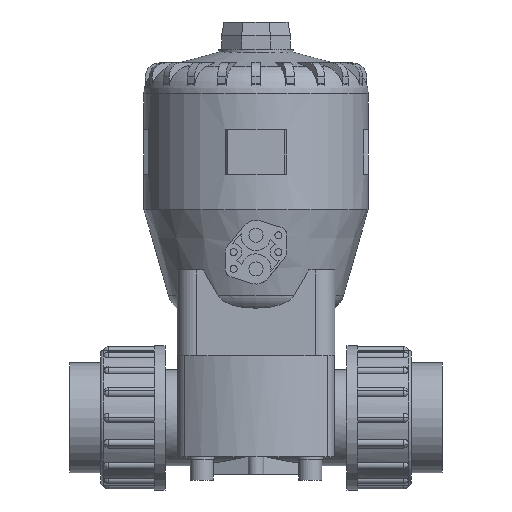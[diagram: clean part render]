
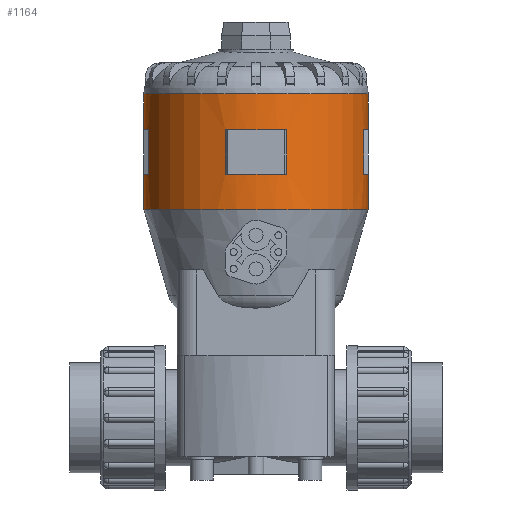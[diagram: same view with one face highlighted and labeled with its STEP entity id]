
A CAD part, front view. The second image highlights one B-rep face of the part: STEP entity #1164.
In plain terms, the highlighted cylindrical face has radius 80 mm (diameter 160 mm), a partial arc.
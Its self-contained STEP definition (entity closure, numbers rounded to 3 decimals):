
#1164=ADVANCED_FACE('',(#2485,#2486),#2487,.T.);
#2485=FACE_OUTER_BOUND('',#3979,.T.);
#2486=FACE_BOUND('',#3980,.T.);
#2487=CYLINDRICAL_SURFACE('',#3981,80.0);
#3979=EDGE_LOOP('',(#7428,#7429,#7430,#7431,#7432,#7433,#7434,#7435,#7436,#7437,#7438,#7439));
#3980=EDGE_LOOP('',(#7440,#7441,#7442,#7443,#7444,#7445));
#3981=AXIS2_PLACEMENT_3D('',#7446,#7447,#7448);
#7428=ORIENTED_EDGE('',*,*,#9448,.T.);
#7429=ORIENTED_EDGE('',*,*,#9726,.T.);
#7430=ORIENTED_EDGE('',*,*,#9730,.T.);
#7431=ORIENTED_EDGE('',*,*,#9719,.T.);
#7432=ORIENTED_EDGE('',*,*,#9455,.T.);
#7433=ORIENTED_EDGE('',*,*,#9860,.F.);
#7434=ORIENTED_EDGE('',*,*,#9453,.T.);
#7435=ORIENTED_EDGE('',*,*,#9765,.T.);
#7436=ORIENTED_EDGE('',*,*,#9777,.T.);
#7437=ORIENTED_EDGE('',*,*,#9780,.T.);
#7438=ORIENTED_EDGE('',*,*,#9449,.T.);
#7439=ORIENTED_EDGE('',*,*,#10267,.T.);
#7440=ORIENTED_EDGE('',*,*,#9751,.T.);
#7441=ORIENTED_EDGE('',*,*,#9739,.T.);
#7442=ORIENTED_EDGE('',*,*,#9743,.T.);
#7443=ORIENTED_EDGE('',*,*,#9757,.T.);
#7444=ORIENTED_EDGE('',*,*,#9760,.T.);
#7445=ORIENTED_EDGE('',*,*,#9747,.T.);
#7446=CARTESIAN_POINT('',(0.0,0.0,189.854));
#7447=DIRECTION('',(0.0,0.0,1.0));
#7448=DIRECTION('',(1.0,0.0,0.0));
#9448=EDGE_CURVE('',#11441,#11566,#11567,.T.);
#9449=EDGE_CURVE('',#11568,#11461,#11569,.T.);
#9453=EDGE_CURVE('',#11576,#11574,#11577,.T.);
#9455=EDGE_CURVE('',#11580,#11578,#11581,.T.);
#9719=EDGE_CURVE('',#11981,#11580,#11982,.T.);
#9726=EDGE_CURVE('',#11566,#11991,#11992,.T.);
#9730=EDGE_CURVE('',#11991,#11981,#11997,.T.);
#9739=EDGE_CURVE('',#12007,#12008,#12009,.T.);
#9743=EDGE_CURVE('',#12008,#12014,#12015,.T.);
#9747=EDGE_CURVE('',#12020,#12021,#12022,.T.);
#9751=EDGE_CURVE('',#12021,#12007,#12027,.T.);
#9757=EDGE_CURVE('',#12014,#12034,#12035,.T.);
#9760=EDGE_CURVE('',#12034,#12020,#12038,.T.);
#9765=EDGE_CURVE('',#11574,#12044,#12045,.T.);
#9777=EDGE_CURVE('',#12044,#12060,#12061,.T.);
#9780=EDGE_CURVE('',#12060,#11568,#12064,.T.);
#9860=EDGE_CURVE('',#11576,#11578,#12196,.T.);
#10267=EDGE_CURVE('',#11461,#11441,#12751,.T.);
#11441=VERTEX_POINT('',#15170);
#11461=VERTEX_POINT('',#15227);
#11566=VERTEX_POINT('',#15517);
#11567=LINE('',#15518,#15519);
#11568=VERTEX_POINT('',#15520);
#11569=LINE('',#15521,#15522);
#11574=VERTEX_POINT('',#15528);
#11576=VERTEX_POINT('',#15530);
#11577=LINE('',#15531,#15532);
#11578=VERTEX_POINT('',#15533);
#11580=VERTEX_POINT('',#15535);
#11581=LINE('',#15536,#15537);
#11981=VERTEX_POINT('',#16744);
#11982=CIRCLE('',#16745,80.0);
#11991=VERTEX_POINT('',#16758);
#11992=CIRCLE('',#16759,80.0);
#11997=LINE('',#16766,#16767);
#12007=VERTEX_POINT('',#16781);
#12008=VERTEX_POINT('',#16782);
#12009=CIRCLE('',#16783,80.0);
#12014=VERTEX_POINT('',#16790);
#12015=CIRCLE('',#16791,80.0);
#12020=VERTEX_POINT('',#16798);
#12021=VERTEX_POINT('',#16799);
#12022=CIRCLE('',#16800,80.0);
#12027=LINE('',#16807,#16808);
#12034=VERTEX_POINT('',#16818);
#12035=LINE('',#16819,#16820);
#12038=CIRCLE('',#16824,80.0);
#12044=VERTEX_POINT('',#16832);
#12045=CIRCLE('',#16833,80.0);
#12060=VERTEX_POINT('',#16855);
#12061=LINE('',#16856,#16857);
#12064=CIRCLE('',#16861,80.0);
#12196=CIRCLE('',#17545,80.0);
#12751=CIRCLE('',#18633,80.0);
#15170=CARTESIAN_POINT('',(80.0,0.0,148.463));
#15227=CARTESIAN_POINT('',(-80.0,0.,148.463));
#15517=CARTESIAN_POINT('',(80.0,0.,173.755));
#15518=CARTESIAN_POINT('',(80.0,0.,189.854));
#15519=VECTOR('',#20288,1.0);
#15520=CARTESIAN_POINT('',(-80.0,0.,173.755));
#15521=CARTESIAN_POINT('',(-80.0,0.,189.854));
#15522=VECTOR('',#20289,1.0);
#15528=CARTESIAN_POINT('',(-80.0,0.,205.755));
#15530=CARTESIAN_POINT('',(-80.0,0.,231.245));
#15531=CARTESIAN_POINT('',(-80.0,0.,189.854));
#15532=VECTOR('',#20297,1.0);
#15533=CARTESIAN_POINT('',(80.0,0.0,231.245));
#15535=CARTESIAN_POINT('',(80.0,0.,205.755));
#15536=CARTESIAN_POINT('',(80.0,0.,189.854));
#15537=VECTOR('',#20301,1.0);
#16744=CARTESIAN_POINT('',(76.887,-22.101,205.755));
#16745=AXIS2_PLACEMENT_3D('',#20582,#20583,#20584);
#16758=CARTESIAN_POINT('',(76.887,-22.101,173.755));
#16759=AXIS2_PLACEMENT_3D('',#20589,#20590,#20591);
#16766=CARTESIAN_POINT('',(76.887,-22.101,189.755));
#16767=VECTOR('',#20594,1.0);
#16781=CARTESIAN_POINT('',(-22.101,-76.887,205.755));
#16782=CARTESIAN_POINT('',(0.,-80.0,205.755));
#16783=AXIS2_PLACEMENT_3D('',#20599,#20600,#20601);
#16790=CARTESIAN_POINT('',(22.101,-76.887,205.755));
#16791=AXIS2_PLACEMENT_3D('',#20604,#20605,#20606);
#16798=CARTESIAN_POINT('',(0.,-80.0,173.755));
#16799=CARTESIAN_POINT('',(-22.101,-76.887,173.755));
#16800=AXIS2_PLACEMENT_3D('',#20609,#20610,#20611);
#16807=CARTESIAN_POINT('',(-22.101,-76.887,189.755));
#16808=VECTOR('',#20614,1.0);
#16818=CARTESIAN_POINT('',(22.101,-76.887,173.755));
#16819=CARTESIAN_POINT('',(22.101,-76.887,189.755));
#16820=VECTOR('',#20618,1.0);
#16824=AXIS2_PLACEMENT_3D('',#20620,#20621,#20622);
#16832=CARTESIAN_POINT('',(-76.887,-22.101,205.755));
#16833=AXIS2_PLACEMENT_3D('',#20625,#20626,#20627);
#16855=CARTESIAN_POINT('',(-76.887,-22.101,173.755));
#16856=CARTESIAN_POINT('',(-76.887,-22.101,189.755));
#16857=VECTOR('',#20635,1.0);
#16861=AXIS2_PLACEMENT_3D('',#20637,#20638,#20639);
#17545=AXIS2_PLACEMENT_3D('',#20702,#20703,#20704);
#18633=AXIS2_PLACEMENT_3D('',#21147,#21148,#21149);
#20288=DIRECTION('',(0.0,0.0,1.0));
#20289=DIRECTION('',(-0.0,-0.0,-1.0));
#20297=DIRECTION('',(-0.0,-0.0,-1.0));
#20301=DIRECTION('',(0.0,0.0,1.0));
#20582=CARTESIAN_POINT('',(0.0,0.0,205.755));
#20583=DIRECTION('',(0.0,-0.0,1.0));
#20584=DIRECTION('',(1.0,0.0,0.0));
#20589=CARTESIAN_POINT('',(0.0,0.0,173.755));
#20590=DIRECTION('',(0.0,0.0,-1.0));
#20591=DIRECTION('',(1.0,0.0,0.0));
#20594=DIRECTION('',(0.0,0.0,1.0));
#20599=CARTESIAN_POINT('',(0.0,0.0,205.755));
#20600=DIRECTION('',(0.0,-0.0,1.0));
#20601=DIRECTION('',(1.0,0.0,0.0));
#20604=CARTESIAN_POINT('',(0.0,0.0,205.755));
#20605=DIRECTION('',(0.0,-0.0,1.0));
#20606=DIRECTION('',(1.0,0.0,0.0));
#20609=CARTESIAN_POINT('',(0.0,0.0,173.755));
#20610=DIRECTION('',(0.0,0.0,-1.0));
#20611=DIRECTION('',(1.0,0.0,0.0));
#20614=DIRECTION('',(0.0,0.0,1.0));
#20618=DIRECTION('',(-0.0,-0.0,-1.0));
#20620=CARTESIAN_POINT('',(0.0,0.0,173.755));
#20621=DIRECTION('',(0.0,0.0,-1.0));
#20622=DIRECTION('',(1.0,0.0,0.0));
#20625=CARTESIAN_POINT('',(0.0,0.0,205.755));
#20626=DIRECTION('',(0.0,-0.0,1.0));
#20627=DIRECTION('',(1.0,0.0,0.0));
#20635=DIRECTION('',(-0.0,-0.0,-1.0));
#20637=CARTESIAN_POINT('',(0.0,0.0,173.755));
#20638=DIRECTION('',(0.0,0.0,-1.0));
#20639=DIRECTION('',(1.0,0.0,0.0));
#20702=CARTESIAN_POINT('',(0.0,0.0,231.245));
#20703=DIRECTION('',(0.0,0.0,1.0));
#20704=DIRECTION('',(1.0,0.0,0.0));
#21147=CARTESIAN_POINT('',(0.0,0.0,148.463));
#21148=DIRECTION('',(0.0,0.0,1.0));
#21149=DIRECTION('',(1.0,0.0,0.0));
